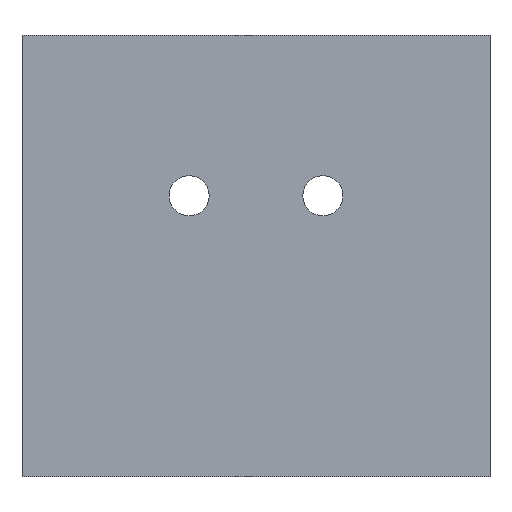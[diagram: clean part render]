
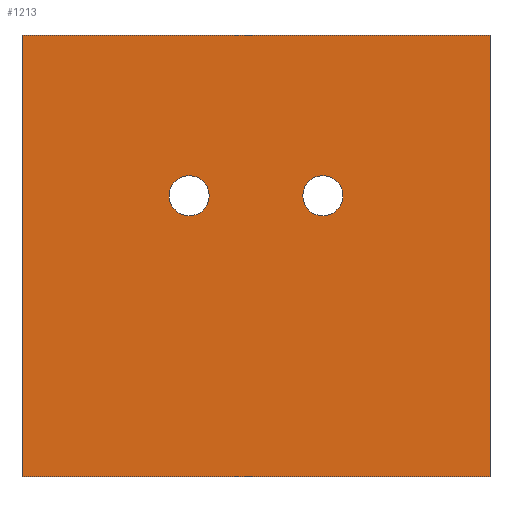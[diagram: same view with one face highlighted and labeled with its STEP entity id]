
A CAD part, front view. The second image highlights one B-rep face of the part: STEP entity #1213.
In plain terms, the highlighted planar face has unit normal (0, -1, 0).
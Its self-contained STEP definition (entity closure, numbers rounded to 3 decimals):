
#17=FACE_BOUND('',#217,.T.);
#18=FACE_BOUND('',#218,.T.);
#94=CIRCLE('',#1331,1.5);
#95=CIRCLE('',#1333,1.5);
#150=FACE_OUTER_BOUND('',#216,.T.);
#216=EDGE_LOOP('',(#1010,#1011,#1012,#1013));
#217=EDGE_LOOP('',(#1014));
#218=EDGE_LOOP('',(#1015));
#321=LINE('',#1971,#441);
#333=LINE('',#2086,#453);
#334=LINE('',#2089,#454);
#335=LINE('',#2090,#455);
#441=VECTOR('',#1594,10.);
#453=VECTOR('',#1646,10.);
#454=VECTOR('',#1649,10.);
#455=VECTOR('',#1650,10.);
#566=VERTEX_POINT('',#1968);
#567=VERTEX_POINT('',#1970);
#576=VERTEX_POINT('',#2064);
#577=VERTEX_POINT('',#2068);
#582=VERTEX_POINT('',#2084);
#583=VERTEX_POINT('',#2088);
#717=EDGE_CURVE('',#566,#567,#321,.T.);
#730=EDGE_CURVE('',#576,#576,#94,.T.);
#732=EDGE_CURVE('',#577,#577,#95,.T.);
#741=EDGE_CURVE('',#566,#582,#333,.T.);
#742=EDGE_CURVE('',#583,#582,#334,.T.);
#743=EDGE_CURVE('',#567,#583,#335,.T.);
#1010=ORIENTED_EDGE('',*,*,#741,.T.);
#1011=ORIENTED_EDGE('',*,*,#742,.F.);
#1012=ORIENTED_EDGE('',*,*,#743,.F.);
#1013=ORIENTED_EDGE('',*,*,#717,.F.);
#1014=ORIENTED_EDGE('',*,*,#730,.T.);
#1015=ORIENTED_EDGE('',*,*,#732,.T.);
#1157=PLANE('',#1339);
#1213=ADVANCED_FACE('',(#150,#17,#18),#1157,.T.);
#1331=AXIS2_PLACEMENT_3D('',#2065,#1623,#1624);
#1333=AXIS2_PLACEMENT_3D('',#2069,#1628,#1629);
#1339=AXIS2_PLACEMENT_3D('',#2087,#1647,#1648);
#1594=DIRECTION('',(-1.,0.,0.));
#1623=DIRECTION('center_axis',(0.,1.,0.));
#1624=DIRECTION('ref_axis',(1.,0.,0.));
#1628=DIRECTION('center_axis',(0.,1.,0.));
#1629=DIRECTION('ref_axis',(1.,0.,0.));
#1646=DIRECTION('',(0.,0.,1.));
#1647=DIRECTION('center_axis',(0.,-1.,0.));
#1648=DIRECTION('ref_axis',(1.,0.,0.));
#1649=DIRECTION('',(1.,0.,0.));
#1650=DIRECTION('',(0.,0.,1.));
#1968=CARTESIAN_POINT('',(17.5,-14.25,-3.));
#1970=CARTESIAN_POINT('',(-17.5,-14.25,-3.));
#1971=CARTESIAN_POINT('',(17.5,-14.25,-3.));
#2064=CARTESIAN_POINT('',(-6.5,-14.25,18.));
#2065=CARTESIAN_POINT('Origin',(-5.,-14.25,18.));
#2068=CARTESIAN_POINT('',(3.5,-14.25,18.));
#2069=CARTESIAN_POINT('Origin',(5.,-14.25,18.));
#2084=CARTESIAN_POINT('',(17.5,-14.25,30.));
#2086=CARTESIAN_POINT('',(17.5,-14.25,0.));
#2087=CARTESIAN_POINT('Origin',(-17.5,-14.25,0.));
#2088=CARTESIAN_POINT('',(-17.5,-14.25,30.));
#2089=CARTESIAN_POINT('',(17.5,-14.25,30.));
#2090=CARTESIAN_POINT('',(-17.5,-14.25,0.));
